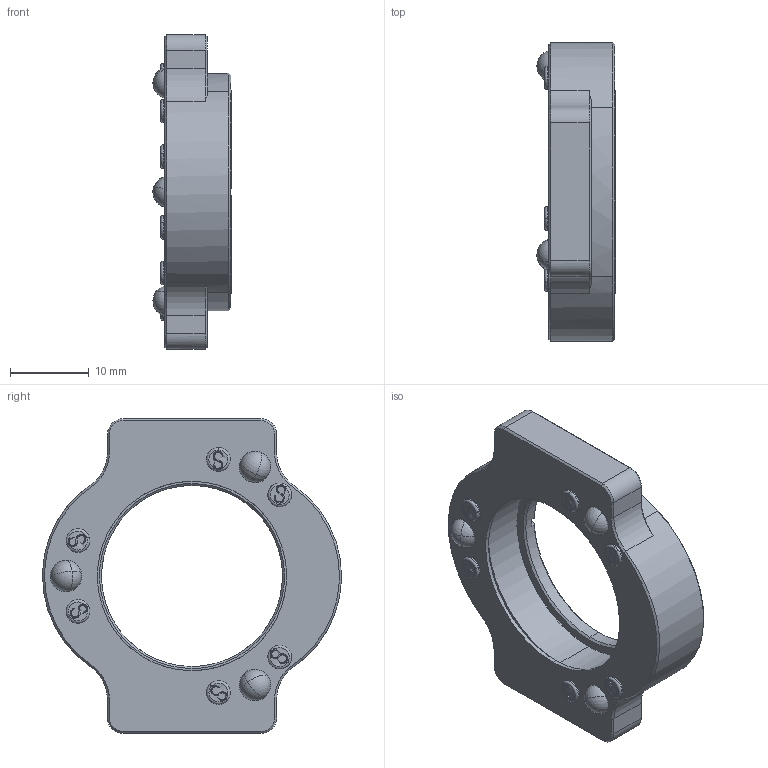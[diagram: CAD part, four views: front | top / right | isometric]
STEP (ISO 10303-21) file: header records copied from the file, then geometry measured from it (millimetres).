
FILE_DESCRIPTION (( 'STEP AP203' ), '1' );
FILE_NAME ('2.2.1.32_L30B-CXF_30mm磁吸式笼板可拆卸前板，带SM1螺纹，含1个SM1卡环.STEP', '2021-10-08T07:19:37', ( '' ), ( '' ), 'SwSTEP 2.0', 'SolidWorks 2020', '' );
FILE_SCHEMA (( 'CONFIG_CONTROL_DESIGN' ));
Length unit declared in the file: millimetre
Products named in the file (1): 2.2.1.32_L30B-CXF_30mm磁吸式笼板可拆卸前板，带SM1螺纹，含1个SM1卡环
Bounding box: 9.94 x 38 x 40 mm (x, y, z)
Surface area: 3930.8 mm2 (no closed solid volume)
Topology: 0 solids, 11 shells, 245 faces, 678 edges, 433 vertices
Faces by surface type: plane 77, bspline 72, cylinder 39, cone 33, sphere 12, torus 12
Entity records: 13941 total; most frequent: CARTESIAN_POINT 9252, ORIENTED_EDGE 1267, EDGE_CURVE 666, B_SPLINE_CURVE_WITH_KNOTS 654, VERTEX_POINT 433, DIRECTION 372, EDGE_LOOP 259, FACE_OUTER_BOUND 245
